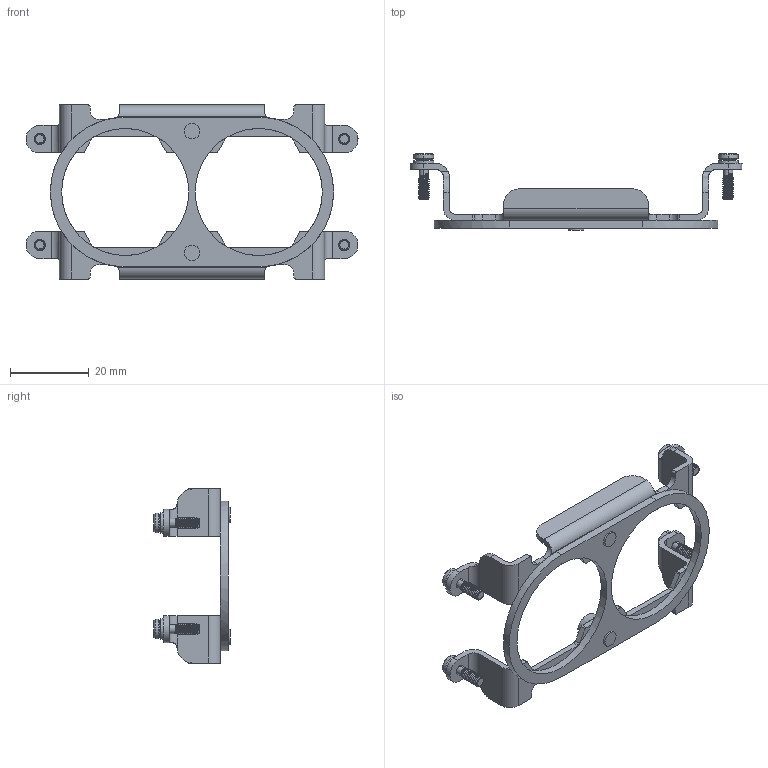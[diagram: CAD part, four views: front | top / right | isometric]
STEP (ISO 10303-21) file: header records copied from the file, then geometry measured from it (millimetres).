
FILE_DESCRIPTION((''),'2;1');
FILE_NAME('3D_1310160001001_HF16B-002C_V1__ASM','2018-11-07T',('y.wang'),(''),'PRO/ENGINEER BY PARAMETRIC TECHNOLOGY CORPORATION, 2012480','PRO/ENGINEER BY PARAMETRIC TECHNOLOGY CORPORATION, 2012480','');
FILE_SCHEMA(('CONFIG_CONTROL_DESIGN'));
Length unit declared in the file: millimetre
Products named in the file (9): MANIFOLD_SOLID_BREP_10967; MANIFOLD_SOLID_BREP_11404; MANIFOLD_SOLID_BREP_11841; MANIFOLD_SOLID_BREP_15791; MANIFOLD_SOLID_BREP_19741; MANIFOLD_SOLID_BREP_23677; MANIFOLD_SOLID_BREP_27613; ASM0001_ASM; 3D_1310160001001_HF16B-002C_V1__ASM
Assembly tree (8 placements, depth 3):
  3D_1310160001001_HF16B-002C_V1__ASM
    ASM0001_ASM
      MANIFOLD_SOLID_BREP_10967
      MANIFOLD_SOLID_BREP_11404
      MANIFOLD_SOLID_BREP_11841
      MANIFOLD_SOLID_BREP_15791
      MANIFOLD_SOLID_BREP_19741
      MANIFOLD_SOLID_BREP_23677
      MANIFOLD_SOLID_BREP_27613
Bounding box: 84.51 x 19.44 x 44.32 mm (x, y, z)
Volume: 5573.8 mm3; surface area: 7963 mm2
Topology: 7 solids, 7 shells, 599 faces, 1647 edges, 1088 vertices
Faces by surface type: plane 277, cylinder 238, bspline 52, cone 24, torus 8
Entity records: 31555 total; most frequent: CARTESIAN_POINT 16625, ORIENTED_EDGE 3294, DIRECTION 2781, EDGE_CURVE 1647, VERTEX_POINT 1088, AXIS2_PLACEMENT_3D 957, VECTOR 867, LINE 867
